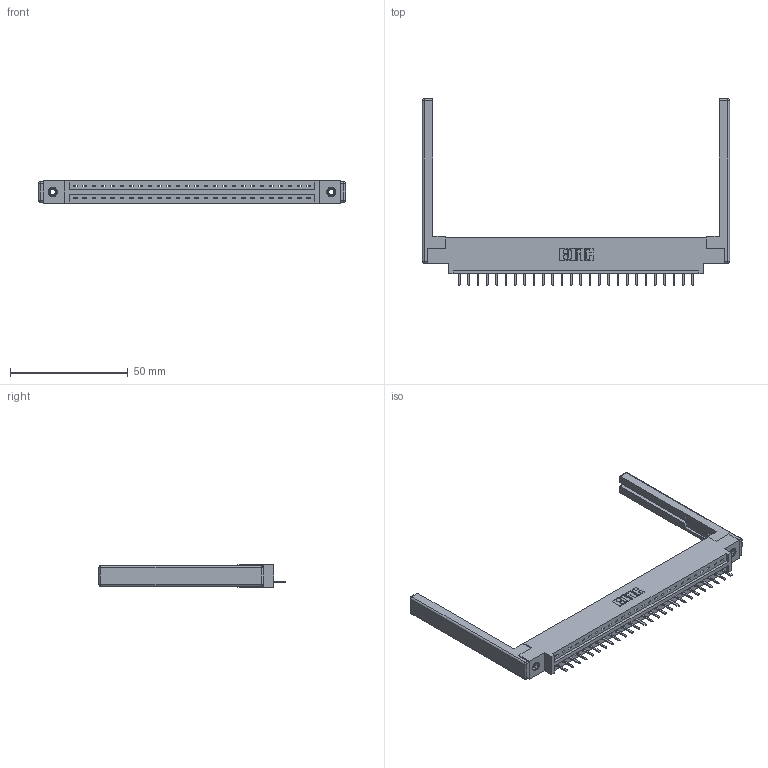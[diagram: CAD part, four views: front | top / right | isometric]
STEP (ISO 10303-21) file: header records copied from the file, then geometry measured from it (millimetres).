
FILE_DESCRIPTION (( 'STEP AP203' ), '1' );
FILE_NAME ('387-026-520-668.STEP', '2019-10-03T12:18:19', ( '' ), ( '' ), 'SwSTEP 2.0', 'SolidWorks 2016', '' );
FILE_SCHEMA (( 'CONFIG_CONTROL_DESIGN' ));
Length unit declared in the file: inch
Products named in the file (5): 387-026-520-668; 345-250-001_345-250-001-102; 345-292-001_345-293-120; 307-220-068; 337 Part_0.170 Offset - 0.156 Dia-TI
Assembly tree (31 placements, depth 2):
  387-026-520-668
    337 Part_0.170 Offset - 0.156 Dia-TI
    345-292-001_345-293-120  x26
    345-250-001_345-250-001-102  x2
    307-220-068  x2
Bounding box: 130.45 x 79.08 x 9.4 mm (x, y, z)
Volume: 17557.2 mm3; surface area: 17436.2 mm2
Topology: 31 solids, 31 shells, 1988 faces, 5809 edges, 3782 vertices
Faces by surface type: plane 1410, cylinder 554, cone 12, sphere 8, torus 4
Entity records: 24402 total; most frequent: CARTESIAN_POINT 4217, ORIENTED_EDGE 4156, DIRECTION 3644, EDGE_CURVE 2078, LINE 1896, VECTOR 1896, VERTEX_POINT 1374, AXIS2_PLACEMENT_3D 874
